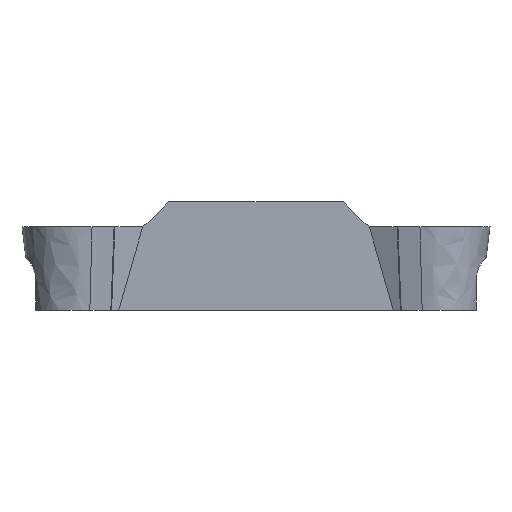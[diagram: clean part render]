
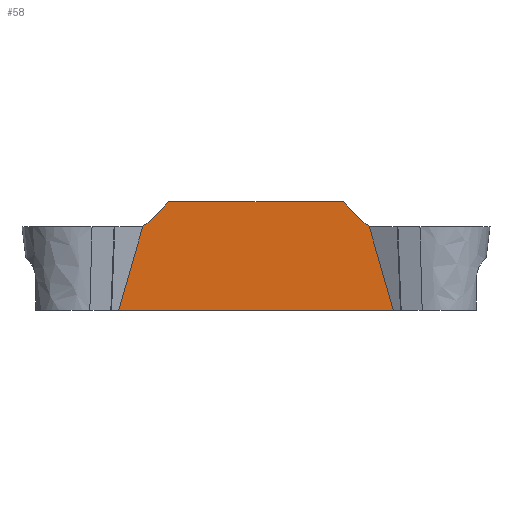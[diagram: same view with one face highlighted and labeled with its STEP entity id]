
A CAD part, left-side view. The second image highlights one B-rep face of the part: STEP entity #58.
In plain terms, the highlighted planar face has unit normal (-1, 0, 0).
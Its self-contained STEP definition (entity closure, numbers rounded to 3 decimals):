
#39=CIRCLE('',#591,1.);
#40=CIRCLE('',#592,1.);
#58=ADVANCED_FACE('',(#104),#84,.T.);
#84=PLANE('',#593);
#104=FACE_OUTER_BOUND('',#132,.T.);
#132=EDGE_LOOP('',(#289,#290,#291,#292,#293,#294,#295,#296,#297,#298));
#166=LINE('',#804,#214);
#171=LINE('',#1031,#219);
#172=LINE('',#1034,#220);
#173=LINE('',#1035,#221);
#174=LINE('',#1037,#222);
#175=LINE('',#1041,#223);
#176=LINE('',#1043,#224);
#177=LINE('',#1045,#225);
#214=VECTOR('',#631,1.);
#219=VECTOR('',#638,1.);
#220=VECTOR('',#639,1.);
#221=VECTOR('',#640,1.);
#222=VECTOR('',#641,1.);
#223=VECTOR('',#644,1.);
#224=VECTOR('',#645,1.);
#225=VECTOR('',#646,1.);
#289=ORIENTED_EDGE('',*,*,#493,.F.);
#290=ORIENTED_EDGE('',*,*,#494,.T.);
#291=ORIENTED_EDGE('',*,*,#477,.T.);
#292=ORIENTED_EDGE('',*,*,#495,.T.);
#293=ORIENTED_EDGE('',*,*,#496,.F.);
#294=ORIENTED_EDGE('',*,*,#497,.F.);
#295=ORIENTED_EDGE('',*,*,#498,.F.);
#296=ORIENTED_EDGE('',*,*,#499,.F.);
#297=ORIENTED_EDGE('',*,*,#500,.F.);
#298=ORIENTED_EDGE('',*,*,#501,.F.);
#425=VERTEX_POINT('',#803);
#426=VERTEX_POINT('',#805);
#437=VERTEX_POINT('',#1032);
#438=VERTEX_POINT('',#1033);
#439=VERTEX_POINT('',#1036);
#440=VERTEX_POINT('',#1038);
#441=VERTEX_POINT('',#1040);
#442=VERTEX_POINT('',#1042);
#443=VERTEX_POINT('',#1044);
#444=VERTEX_POINT('',#1046);
#477=EDGE_CURVE('',#426,#425,#166,.T.);
#493=EDGE_CURVE('',#437,#438,#171,.T.);
#494=EDGE_CURVE('',#437,#426,#172,.T.);
#495=EDGE_CURVE('',#425,#439,#173,.T.);
#496=EDGE_CURVE('',#440,#439,#174,.T.);
#497=EDGE_CURVE('',#441,#440,#39,.T.);
#498=EDGE_CURVE('',#442,#441,#175,.T.);
#499=EDGE_CURVE('',#443,#442,#176,.T.);
#500=EDGE_CURVE('',#444,#443,#177,.T.);
#501=EDGE_CURVE('',#438,#444,#40,.T.);
#591=AXIS2_PLACEMENT_3D('',#1039,#642,#643);
#592=AXIS2_PLACEMENT_3D('',#1047,#647,#648);
#593=AXIS2_PLACEMENT_3D('',#1048,#649,#650);
#631=DIRECTION('',(0.,-1.,0.));
#638=DIRECTION('',(0.,1.,0.));
#639=DIRECTION('',(0.,0.279,-0.96));
#640=DIRECTION('',(0.,0.279,0.96));
#641=DIRECTION('',(0.,1.,0.));
#642=DIRECTION('',(-1.,0.,0.));
#643=DIRECTION('',(0.,0.,1.));
#644=DIRECTION('',(0.,-0.707,-0.707));
#645=DIRECTION('',(0.,-1.,0.));
#646=DIRECTION('',(0.,-0.707,0.707));
#647=DIRECTION('',(-1.,0.,0.));
#648=DIRECTION('',(0.,0.,1.));
#649=DIRECTION('',(-1.,0.,0.));
#650=DIRECTION('',(0.,0.,1.));
#803=CARTESIAN_POINT('',(-2.1,4.924,-4.584));
#804=CARTESIAN_POINT('',(-2.1,24.65,-4.584));
#805=CARTESIAN_POINT('',(-2.1,20.076,-4.584));
#1031=CARTESIAN_POINT('',(-2.1,24.65,0.));
#1032=CARTESIAN_POINT('',(-2.1,18.745,0.));
#1033=CARTESIAN_POINT('',(-2.1,19.098,0.));
#1034=CARTESIAN_POINT('',(-2.1,18.834,-0.306));
#1035=CARTESIAN_POINT('',(-2.1,8.058,6.204));
#1036=CARTESIAN_POINT('',(-2.1,6.255,0.));
#1037=CARTESIAN_POINT('',(-2.1,24.65,0.));
#1038=CARTESIAN_POINT('',(-2.1,5.902,0.));
#1039=CARTESIAN_POINT('',(-2.1,5.902,1.));
#1040=CARTESIAN_POINT('',(-2.1,6.609,0.293));
#1041=CARTESIAN_POINT('',(-2.1,16.175,9.859));
#1042=CARTESIAN_POINT('',(-2.1,7.7,1.384));
#1043=CARTESIAN_POINT('',(-2.1,24.65,1.384));
#1044=CARTESIAN_POINT('',(-2.1,17.3,1.384));
#1045=CARTESIAN_POINT('',(-2.1,20.975,-2.291));
#1046=CARTESIAN_POINT('',(-2.1,18.391,0.293));
#1047=CARTESIAN_POINT('',(-2.1,19.098,1.));
#1048=CARTESIAN_POINT('',(-2.1,24.65,1.384));
